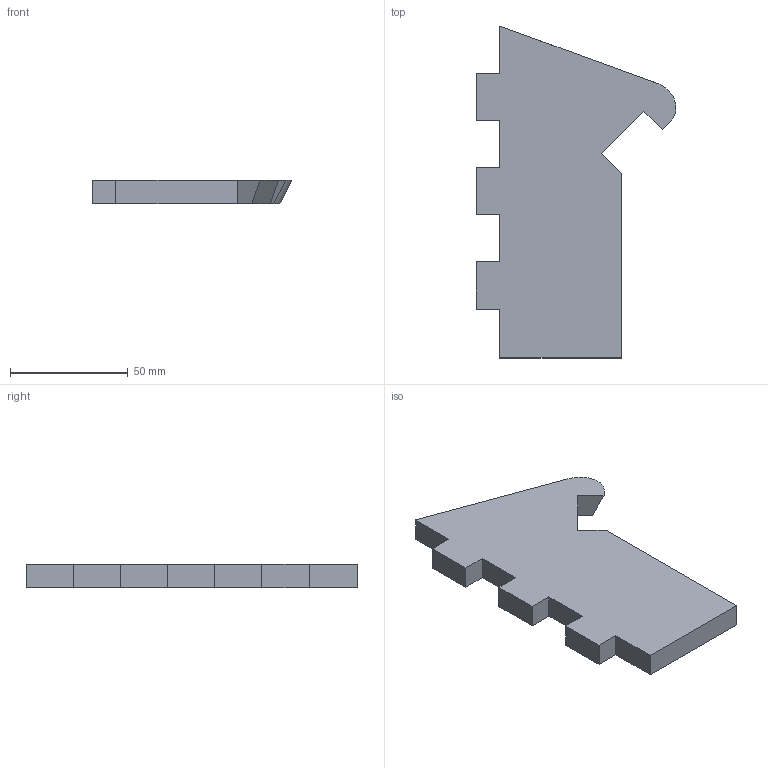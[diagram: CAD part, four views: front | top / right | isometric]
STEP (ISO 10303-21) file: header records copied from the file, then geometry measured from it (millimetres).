
FILE_DESCRIPTION (( 'STEP AP203' ), '1' );
FILE_NAME ('Left back plate.STEP', '2012-11-06T02:24:17', ( '' ), ( '' ), 'SwSTEP 2.0', 'SolidWorks 2011', '' );
FILE_SCHEMA (( 'CONFIG_CONTROL_DESIGN' ));
Length unit declared in the file: millimetre
Products named in the file (1): Left back plate
Bounding box: 84.72 x 140.72 x 10 mm (x, y, z)
Volume: 76027 mm3; surface area: 19994.4 mm2
Topology: 1 solids, 1 shells, 23 faces, 63 edges, 42 vertices
Faces by surface type: plane 22, cylinder 1
Entity records: 794 total; most frequent: CARTESIAN_POINT 135, ORIENTED_EDGE 126, DIRECTION 109, EDGE_CURVE 63, VECTOR 61, LINE 61, VERTEX_POINT 42, AXIS2_PLACEMENT_3D 24
